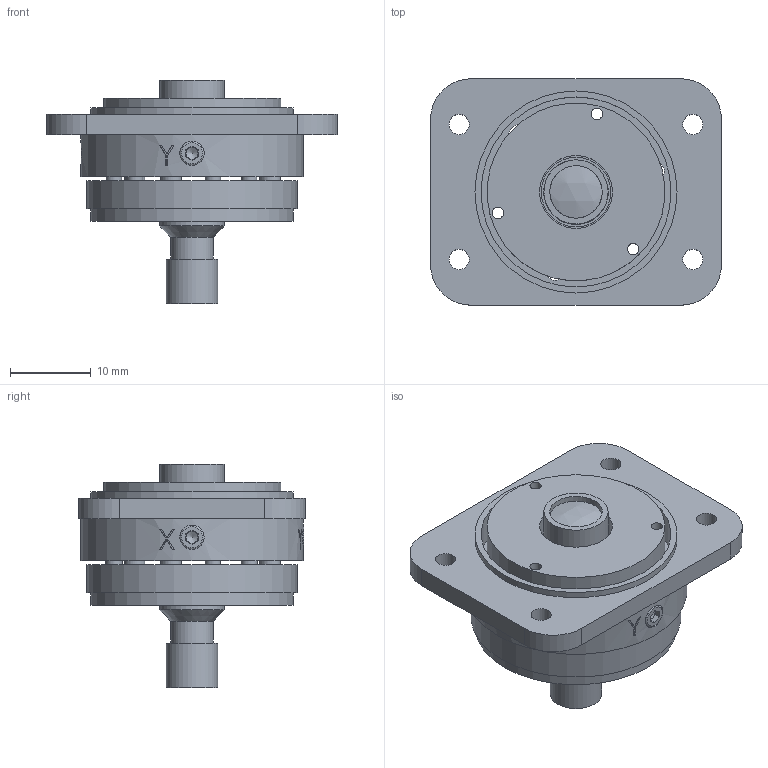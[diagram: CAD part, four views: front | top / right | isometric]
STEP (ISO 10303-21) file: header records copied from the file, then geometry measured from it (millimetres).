
FILE_DESCRIPTION (( 'STEP AP203' ), '1' );
FILE_NAME ('GCX-C15SMA-C-J0000A_嫖玹勷磁噩.STEP', '2019-07-24T04:00:19', ( 'User' ), ( 'china' ), 'SwSTEP 2.0', 'SolidWorks 2015', '' );
FILE_SCHEMA (( 'CONFIG_CONTROL_DESIGN' ));
Length unit declared in the file: millimetre
Products named in the file (1): GCX-C15SMA-C-J0000A_嫖玹勷磁噩
Bounding box: 36 x 28 x 27.6 mm (x, y, z)
Surface area: 5733.1 mm2 (no closed solid volume)
Topology: 0 solids, 11 shells, 197 faces, 565 edges, 385 vertices
Faces by surface type: plane 105, cylinder 51, bspline 31, cone 6, torus 3, sphere 1
Full cylindrical faces by diameter (mm): 1.4 x3, 1.9 x3, 2 x2, 2.5 x7, 3 x3, 3.18 x1, 3.2 x2, 3.4 x6, 4.65 x1, 5.2 x1, 6.35 x1, 6.5 x1, 7.95 x1, 8 x1, 8.6 x1, 9 x1, 22 x1, 23.5 x1, 25 x2, 26 x1, 27.5 x1
Entity records: 7365 total; most frequent: CARTESIAN_POINT 2583, ORIENTED_EDGE 893, DIRECTION 881, EDGE_CURVE 487, VERTEX_POINT 358, AXIS2_PLACEMENT_3D 312, EDGE_LOOP 311, LINE 257
